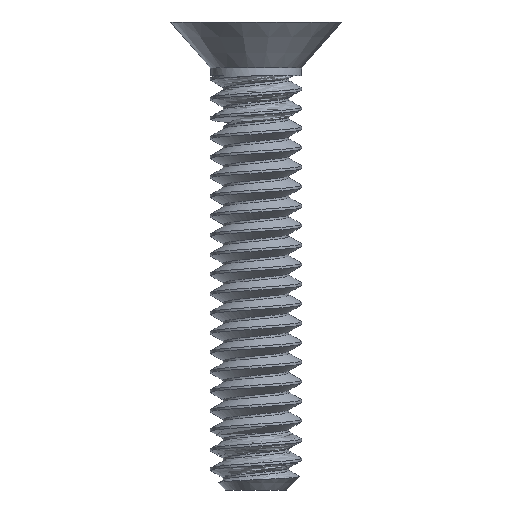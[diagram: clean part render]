
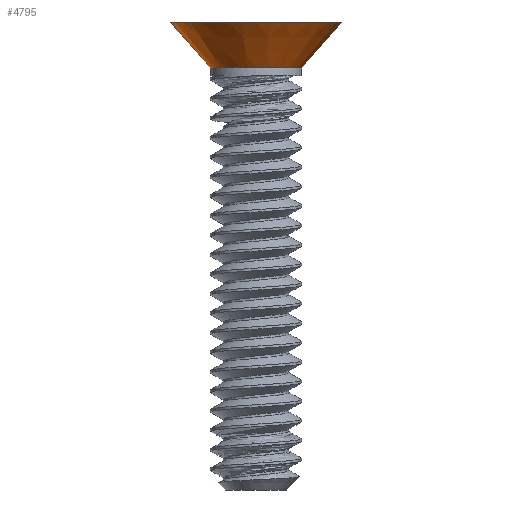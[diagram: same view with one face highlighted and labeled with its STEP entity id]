
A CAD part, left-side view. The second image highlights one B-rep face of the part: STEP entity #4795.
In plain terms, the highlighted conical face has half-angle 41 degrees and reference radius 0.927 mm.
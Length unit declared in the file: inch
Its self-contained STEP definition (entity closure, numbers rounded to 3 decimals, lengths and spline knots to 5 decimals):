
#109 = VERTEX_POINT ( 'NONE', #5204 ) ;
#184 = EDGE_LOOP ( 'NONE', ( #3414, #478, #1485, #2207 ) ) ;
#206 = DIRECTION ( 'NONE',  ( 0., 0., -1. ) ) ;
#478 = ORIENTED_EDGE ( 'NONE', *, *, #2211, .F. ) ;
#760 = AXIS2_PLACEMENT_3D ( 'NONE', #4842, #3664, #2087 ) ;
#831 = VECTOR ( 'NONE', #4676, 39.37008 ) ;
#938 = EDGE_CURVE ( 'NONE', #2969, #3614, #3012, .T. ) ;
#1007 = CARTESIAN_POINT ( 'NONE',  ( 0., 0., 0.043 ) ) ;
#1391 = CARTESIAN_POINT ( 'NONE',  ( 0., -0.0685, 0.043 ) ) ;
#1438 = DIRECTION ( 'NONE',  ( 0., -1., 0. ) ) ;
#1485 = ORIENTED_EDGE ( 'NONE', *, *, #3640, .T. ) ;
#1731 = AXIS2_PLACEMENT_3D ( 'NONE', #1007, #3417, #1438 ) ;
#1850 = CARTESIAN_POINT ( 'NONE',  ( 0., 0.0365, 0.00619 ) ) ;
#1930 = CONICAL_SURFACE ( 'NONE', #760, 0.0365, 0.716 ) ;
#2087 = DIRECTION ( 'NONE',  ( 0., -1., 0. ) ) ;
#2207 = ORIENTED_EDGE ( 'NONE', *, *, #3918, .F. ) ;
#2211 = EDGE_CURVE ( 'NONE', #109, #2969, #3063, .T. ) ;
#2373 = FACE_OUTER_BOUND ( 'NONE', #184, .T. ) ;
#2572 = CARTESIAN_POINT ( 'NONE',  ( 0., 0.0685, 0.043 ) ) ;
#2640 = CARTESIAN_POINT ( 'NONE',  ( 0., 0., 0.00619 ) ) ;
#2969 = VERTEX_POINT ( 'NONE', #3428 ) ;
#3012 = LINE ( 'NONE', #1850, #831 ) ;
#3031 = DIRECTION ( 'NONE',  ( 0., 1., 0. ) ) ;
#3063 = CIRCLE ( 'NONE', #3795, 0.0365 ) ;
#3199 = CIRCLE ( 'NONE', #1731, 0.0685 ) ;
#3414 = ORIENTED_EDGE ( 'NONE', *, *, #938, .F. ) ;
#3417 = DIRECTION ( 'NONE',  ( 0., 0., 1. ) ) ;
#3428 = CARTESIAN_POINT ( 'NONE',  ( 0., 0.0365, 0.00619 ) ) ;
#3614 = VERTEX_POINT ( 'NONE', #2572 ) ;
#3640 = EDGE_CURVE ( 'NONE', #109, #3655, #5090, .T. ) ;
#3655 = VERTEX_POINT ( 'NONE', #1391 ) ;
#3664 = DIRECTION ( 'NONE',  ( 0., 0., 1. ) ) ;
#3795 = AXIS2_PLACEMENT_3D ( 'NONE', #2640, #206, #3031 ) ;
#3827 = DIRECTION ( 'NONE',  ( 0., -0.656, 0.755 ) ) ;
#3918 = EDGE_CURVE ( 'NONE', #3614, #3655, #3199, .T. ) ;
#4525 = VECTOR ( 'NONE', #3827, 39.37008 ) ;
#4676 = DIRECTION ( 'NONE',  ( 0., 0.656, 0.755 ) ) ;
#4795 = ADVANCED_FACE ( 'NONE', ( #2373 ), #1930, .T. ) ;
#4842 = CARTESIAN_POINT ( 'NONE',  ( 0., 0., 0.00619 ) ) ;
#5046 = CARTESIAN_POINT ( 'NONE',  ( 0., -0.0365, 0.00619 ) ) ;
#5090 = LINE ( 'NONE', #5046, #4525 ) ;
#5204 = CARTESIAN_POINT ( 'NONE',  ( 0., -0.0365, 0.00619 ) ) ;
